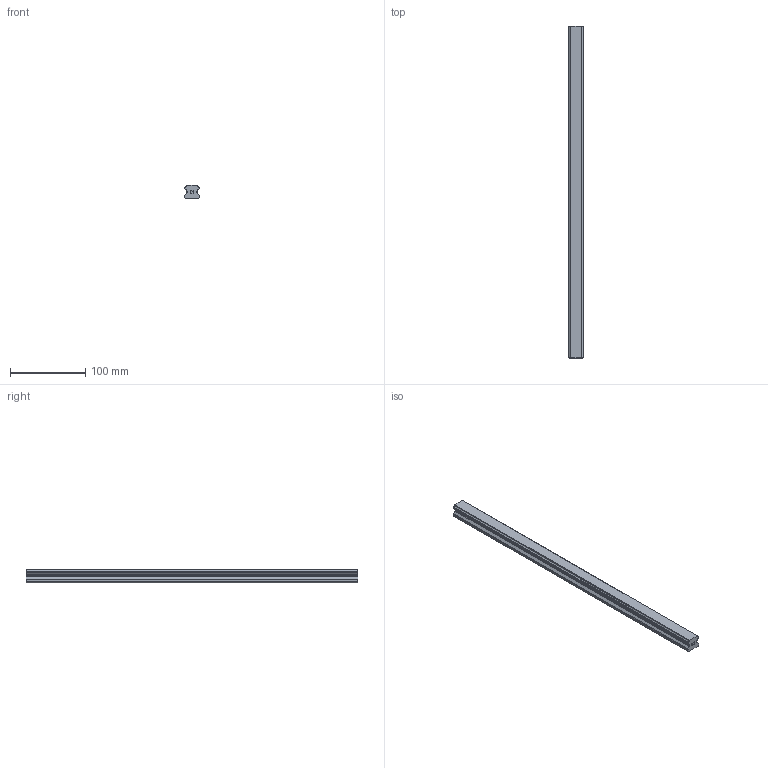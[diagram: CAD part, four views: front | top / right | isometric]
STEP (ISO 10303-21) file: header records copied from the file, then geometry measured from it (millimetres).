
FILE_DESCRIPTION(('STEP AP214'),'1');
FILE_NAME('cctmp_F96F56B5-9C5E-4694-94D7-472F576C6CAB_2021_01_21_13_42_51_0980..stp','2021-01-21T12:42:52',('HIWIN GmbH'),('CADClick - www.CADClick.com'),'Spatial InterOp 3D',' ','unknown authorization');
FILE_SCHEMA(('AUTOMOTIVE_DESIGN'));
Length unit declared in the file: millimetre
Products named in the file (1): HGR20T440C_FILE
Bounding box: 20 x 440 x 17.5 mm (x, y, z)
Volume: 129804.5 mm3; surface area: 35695.5 mm2
Topology: 1 solids, 1 shells, 139 faces, 383 edges, 242 vertices
Faces by surface type: plane 85, cylinder 38, cone 16
Entity records: 5409 total; most frequent: CARTESIAN_POINT 749, ORIENTED_EDGE 734, DIRECTION 723, EDGE_CURVE 367, LINE 291, VECTOR 291, VERTEX_POINT 242, AXIS2_PLACEMENT_3D 216
